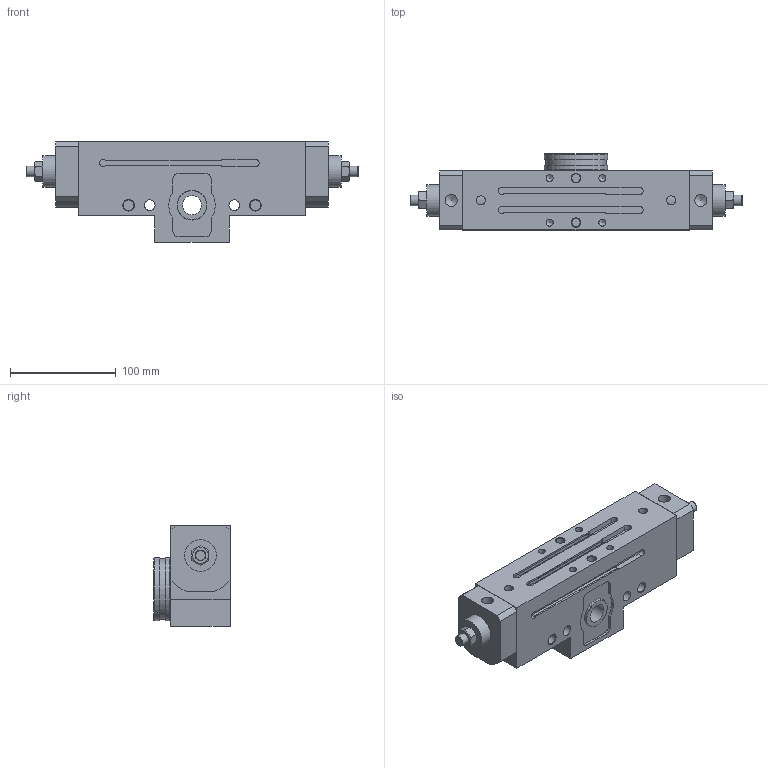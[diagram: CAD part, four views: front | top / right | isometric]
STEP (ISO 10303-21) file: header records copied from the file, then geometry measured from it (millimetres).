
FILE_DESCRIPTION(/* description */ (''),/* implementation_level */ '2;1');
FILE_NAME(/* name */ 'PAO-MC 40-A-N-RA-ID.stp',/* time_stamp */ '2021-10-29T19:04:33+02:00',/* author */ ('Emilio'),/* organization */ (''),/* preprocessor_version */ 'ST-DEVELOPER v17.2',/* originating_system */ 'Autodesk Inventor 2019',/* authorisation */ '');
FILE_SCHEMA (('AUTOMOTIVE_DESIGN { 1 0 10303 214 3 1 1 }'));
Length unit declared in the file: millimetre
Products named in the file (4): PAO-MC 40-A-N-RA-ID; Rotore; PAO-MC 40-CORPO; Testata
Assembly tree (3 placements, depth 2):
  PAO-MC 40-A-N-RA-ID
    Rotore
    PAO-MC 40-CORPO
    Testata
Bounding box: 314 x 72 x 95 mm (x, y, z)
Volume: 1078914.2 mm3; surface area: 134619.8 mm2
Topology: 4 solids, 4 shells, 205 faces, 535 edges, 373 vertices
Faces by surface type: plane 93, cylinder 78, cone 34
Full cylindrical faces by diameter (mm): 6.647 x8, 6.8 x4, 8 x6, 8.566 x2, 10 x4, 10.106 x2, 11.445 x2, 17 x2, 18 x1, 28 x2, 30 x2, 32 x2, 44 x2, 55.5 x1, 56 x1, 57.325 x1, 60 x2
Entity records: 6830 total; most frequent: CARTESIAN_POINT 1439, DIRECTION 1158, ORIENTED_EDGE 1054, EDGE_CURVE 527, AXIS2_PLACEMENT_3D 461, VERTEX_POINT 373, EDGE_LOOP 256, CIRCLE 248
